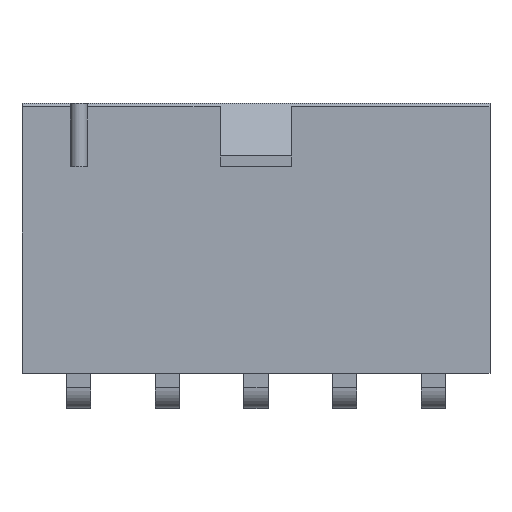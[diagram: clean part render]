
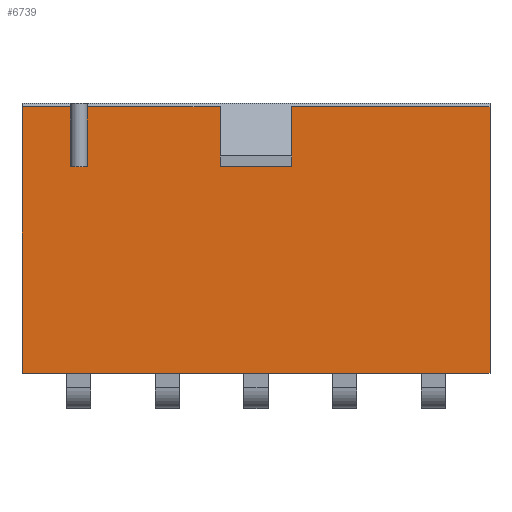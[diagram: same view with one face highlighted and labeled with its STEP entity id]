
A CAD part, top view. The second image highlights one B-rep face of the part: STEP entity #6739.
In plain terms, the highlighted face is planar.
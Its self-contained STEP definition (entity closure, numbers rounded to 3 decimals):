
#1008=ORIENTED_EDGE('',*,*,#1827,.F.);
#1009=ORIENTED_EDGE('',*,*,#1500,.F.);
#1010=ORIENTED_EDGE('',*,*,#1496,.F.);
#1011=ORIENTED_EDGE('',*,*,#1499,.T.);
#1012=ORIENTED_EDGE('',*,*,#1826,.F.);
#1013=ORIENTED_EDGE('',*,*,#1918,.T.);
#1014=ORIENTED_EDGE('',*,*,#1928,.T.);
#1015=ORIENTED_EDGE('',*,*,#1915,.F.);
#1016=ORIENTED_EDGE('',*,*,#1831,.F.);
#1017=ORIENTED_EDGE('',*,*,#1835,.F.);
#1018=ORIENTED_EDGE('',*,*,#1837,.F.);
#1019=ORIENTED_EDGE('',*,*,#1839,.F.);
#1496=EDGE_CURVE('',#2180,#2181,#2621,.T.);
#1499=EDGE_CURVE('',#2180,#2182,#2623,.T.);
#1500=EDGE_CURVE('',#2181,#2183,#2624,.T.);
#1826=EDGE_CURVE('',#2403,#2182,#2910,.T.);
#1827=EDGE_CURVE('',#2183,#2404,#2911,.T.);
#1831=EDGE_CURVE('',#2407,#2400,#2915,.T.);
#1835=EDGE_CURVE('',#2410,#2407,#2919,.T.);
#1837=EDGE_CURVE('',#2411,#2410,#2921,.T.);
#1839=EDGE_CURVE('',#2404,#2411,#2923,.T.);
#1915=EDGE_CURVE('',#2400,#2461,#2999,.T.);
#1918=EDGE_CURVE('',#2403,#2463,#3002,.T.);
#1928=EDGE_CURVE('',#2463,#2461,#3012,.T.);
#2180=VERTEX_POINT('',#8514);
#2181=VERTEX_POINT('',#8515);
#2182=VERTEX_POINT('',#8519);
#2183=VERTEX_POINT('',#8522);
#2400=VERTEX_POINT('',#9180);
#2403=VERTEX_POINT('',#9185);
#2404=VERTEX_POINT('',#9188);
#2407=VERTEX_POINT('',#9194);
#2410=VERTEX_POINT('',#9204);
#2411=VERTEX_POINT('',#9208);
#2461=VERTEX_POINT('',#9363);
#2463=VERTEX_POINT('',#9369);
#2621=LINE('',#8513,#3253);
#2623=LINE('',#8520,#3255);
#2624=LINE('',#8521,#3256);
#2910=LINE('',#9186,#3542);
#2911=LINE('',#9187,#3543);
#2915=LINE('',#9195,#3547);
#2919=LINE('',#9203,#3551);
#2921=LINE('',#9207,#3553);
#2923=LINE('',#9211,#3555);
#2999=LINE('',#9362,#3631);
#3002=LINE('',#9368,#3634);
#3012=LINE('',#9386,#3644);
#3253=VECTOR('',#7219,1000.);
#3255=VECTOR('',#7225,1000.);
#3256=VECTOR('',#7226,1000.);
#3542=VECTOR('',#7828,1000.);
#3543=VECTOR('',#7829,1000.);
#3547=VECTOR('',#7833,1000.);
#3551=VECTOR('',#7841,1000.);
#3553=VECTOR('',#7845,1000.);
#3555=VECTOR('',#7849,1000.);
#3631=VECTOR('',#7977,1000.);
#3634=VECTOR('',#7982,1000.);
#3644=VECTOR('',#8002,1000.);
#4048=EDGE_LOOP('',(#1008,#1009,#1010,#1011,#1012,#1013,#1014,#1015,#1016,
#1017,#1018,#1019));
#4342=FACE_BOUND('',#4048,.T.);
#4590=PLANE('',#7057);
#6739=ADVANCED_FACE('',(#4342),#4590,.T.);
#7057=AXIS2_PLACEMENT_3D('',#9427,#8023,#8024);
#7219=DIRECTION('',(-1.,0.,0.));
#7225=DIRECTION('',(0.,0.,1.));
#7226=DIRECTION('',(0.,0.,1.));
#7828=DIRECTION('',(-1.,0.,0.));
#7829=DIRECTION('',(-1.,0.,0.));
#7833=DIRECTION('',(-1.,0.,0.));
#7841=DIRECTION('',(0.,0.,1.));
#7845=DIRECTION('',(-1.,0.,0.));
#7849=DIRECTION('',(0.,0.,-1.));
#7977=DIRECTION('',(0.,0.,-1.));
#7982=DIRECTION('',(0.,0.,-1.));
#8002=DIRECTION('',(-1.,0.,0.));
#8023=DIRECTION('',(0.,1.,0.));
#8024=DIRECTION('',(0.,0.,1.));
#8513=CARTESIAN_POINT('',(8.,2.7,3.4));
#8514=CARTESIAN_POINT('',(8.8,2.7,3.4));
#8515=CARTESIAN_POINT('',(8.,2.7,3.4));
#8519=CARTESIAN_POINT('',(8.8,2.7,6.233));
#8520=CARTESIAN_POINT('',(8.8,2.7,3.4));
#8521=CARTESIAN_POINT('',(8.,2.7,3.4));
#8522=CARTESIAN_POINT('',(8.,2.7,6.233));
#9180=CARTESIAN_POINT('',(-11.1,2.7,6.233));
#9185=CARTESIAN_POINT('',(11.1,2.7,6.233));
#9186=CARTESIAN_POINT('',(11.1,2.7,6.233));
#9187=CARTESIAN_POINT('',(11.1,2.7,6.233));
#9188=CARTESIAN_POINT('',(1.7,2.7,6.233));
#9194=CARTESIAN_POINT('',(-1.7,2.7,6.233));
#9195=CARTESIAN_POINT('',(11.1,2.7,6.233));
#9203=CARTESIAN_POINT('',(-1.7,2.7,3.4));
#9204=CARTESIAN_POINT('',(-1.7,2.7,3.4));
#9207=CARTESIAN_POINT('',(1.7,2.7,3.4));
#9208=CARTESIAN_POINT('',(1.7,2.7,3.4));
#9211=CARTESIAN_POINT('',(1.7,2.7,6.4));
#9362=CARTESIAN_POINT('',(-11.1,2.7,6.4));
#9363=CARTESIAN_POINT('',(-11.1,2.7,-6.4));
#9368=CARTESIAN_POINT('',(11.1,2.7,6.4));
#9369=CARTESIAN_POINT('',(11.1,2.7,-6.4));
#9386=CARTESIAN_POINT('',(11.1,2.7,-6.4));
#9427=CARTESIAN_POINT('',(11.1,2.7,6.4));
